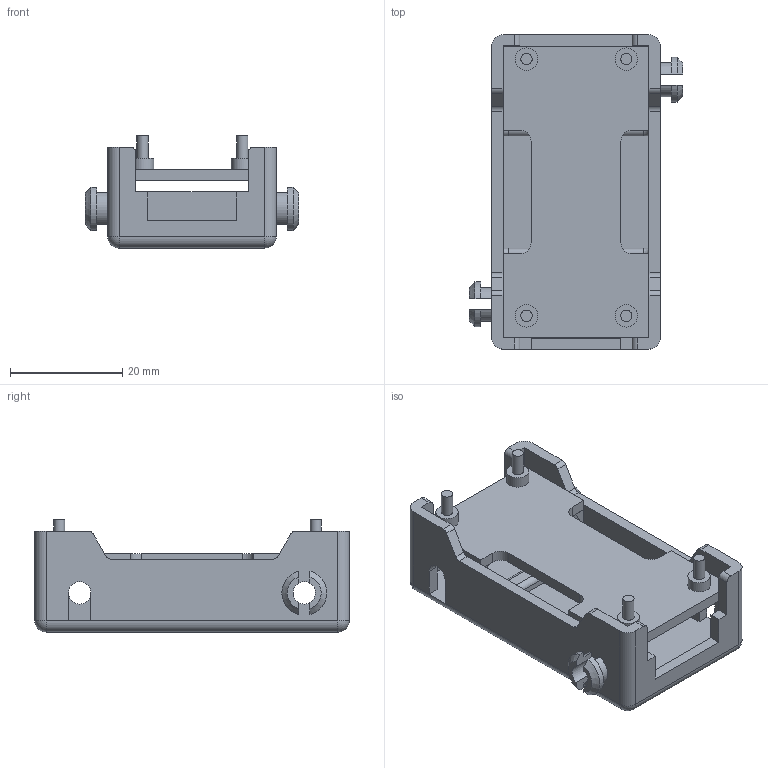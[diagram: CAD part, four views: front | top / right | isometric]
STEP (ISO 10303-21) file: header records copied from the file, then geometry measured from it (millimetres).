
FILE_DESCRIPTION(/* description */ (''),/* implementation_level */ '2;1');
FILE_NAME(/* name */ 'SMARS mini v14.step',/* time_stamp */ '2021-04-16T12:02:38-04:00',/* author */ (''),/* organization */ (''),/* preprocessor_version */ 'ST-DEVELOPER v18.1',/* originating_system */ 'Autodesk Translation Framework v10.6.0.1341',/* authorisation */ '');
FILE_SCHEMA (('AUTOMOTIVE_DESIGN { 1 0 10303 214 3 1 1 }'));
Length unit declared in the file: millimetre
Products named in the file (3): SMARS mini; Chassis; Feather support
Assembly tree (2 placements, depth 2):
  SMARS mini
    Chassis
    Feather support
Bounding box: 38 x 56 x 20 mm (x, y, z)
Volume: 9784.9 mm3; surface area: 10654.6 mm2
Topology: 2 solids, 2 shells, 164 faces, 432 edges, 280 vertices
Faces by surface type: plane 96, cylinder 52, torus 8, cone 4, sphere 4
Full cylindrical faces by diameter (mm): 2 x4, 4 x6
Entity records: 5179 total; most frequent: CARTESIAN_POINT 937, DIRECTION 878, ORIENTED_EDGE 864, EDGE_CURVE 432, AXIS2_PLACEMENT_3D 293, LINE 292, VECTOR 292, VERTEX_POINT 280
